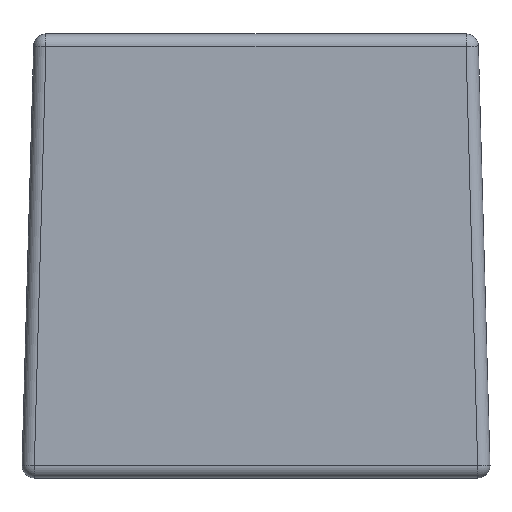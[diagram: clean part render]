
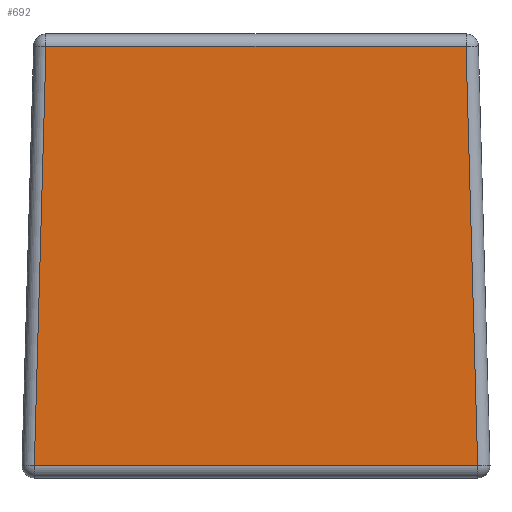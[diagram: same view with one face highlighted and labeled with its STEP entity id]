
A CAD part, front view. The second image highlights one B-rep face of the part: STEP entity #692.
In plain terms, the highlighted planar face has unit normal (0, -1, 0).
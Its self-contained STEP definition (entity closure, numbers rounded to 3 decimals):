
#30=PLANE('',#781);
#45=LINE('',#1135,#93);
#49=LINE('',#1155,#97);
#51=LINE('',#1158,#99);
#57=LINE('',#1167,#105);
#93=VECTOR('',#898,10.);
#97=VECTOR('',#922,10.);
#99=VECTOR('',#926,10.);
#105=VECTOR('',#938,10.);
#181=FACE_OUTER_BOUND('',#232,.T.);
#232=EDGE_LOOP('',(#538,#539,#540,#541));
#310=VERTEX_POINT('',#1092);
#319=VERTEX_POINT('',#1116);
#322=VERTEX_POINT('',#1126);
#328=VERTEX_POINT('',#1146);
#382=EDGE_CURVE('',#310,#322,#45,.T.);
#392=EDGE_CURVE('',#322,#328,#49,.T.);
#394=EDGE_CURVE('',#328,#319,#51,.T.);
#400=EDGE_CURVE('',#319,#310,#57,.T.);
#538=ORIENTED_EDGE('',*,*,#382,.F.);
#539=ORIENTED_EDGE('',*,*,#400,.F.);
#540=ORIENTED_EDGE('',*,*,#394,.F.);
#541=ORIENTED_EDGE('',*,*,#392,.F.);
#692=ADVANCED_FACE('',(#181),#30,.T.);
#781=AXIS2_PLACEMENT_3D('',#1177,#952,#953);
#898=DIRECTION('',(0.028,0.,-1.));
#922=DIRECTION('',(-1.,0.,0.));
#926=DIRECTION('',(0.028,0.,1.));
#938=DIRECTION('',(1.,0.,0.));
#952=DIRECTION('center_axis',(0.,-1.,0.));
#953=DIRECTION('ref_axis',(0.,0.,-1.));
#1092=CARTESIAN_POINT('',(18.014,-1.,17.5));
#1116=CARTESIAN_POINT('',(0.986,-1.,17.5));
#1126=CARTESIAN_POINT('',(18.486,-1.,0.5));
#1135=CARTESIAN_POINT('',(18.122,-1.,13.614));
#1146=CARTESIAN_POINT('',(0.514,-1.,0.5));
#1155=CARTESIAN_POINT('',(14.25,-1.,0.5));
#1158=CARTESIAN_POINT('',(0.628,-1.,4.614));
#1167=CARTESIAN_POINT('',(5.,-1.,17.5));
#1177=CARTESIAN_POINT('Origin',(9.5,-1.,9.));
